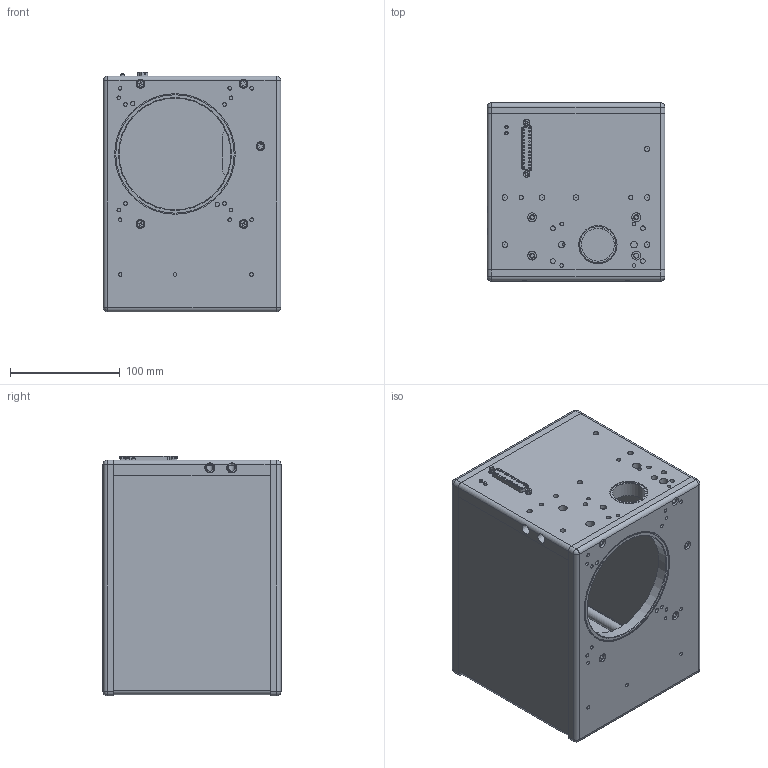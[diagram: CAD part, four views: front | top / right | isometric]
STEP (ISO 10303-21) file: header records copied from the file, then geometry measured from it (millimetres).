
FILE_DESCRIPTION (( 'STEP AP203' ), '1' );
FILE_NAME ('A80笢髡薹淥噩K2.STEP', '2022-08-22T03:51:21', ( 'Windows 蚚誧' ), ( '' ), 'SwSTEP 2.0', 'SolidWorks 2017', '' );
FILE_SCHEMA (( 'CONFIG_CONTROL_DESIGN' ));
Length unit declared in the file: millimetre
Products named in the file (1): A80笢髡薹淥噩K2
Bounding box: 162 x 162.5 x 218.6 mm (x, y, z)
Surface area: 356438.5 mm2 (no closed solid volume)
Topology: 0 solids, 30 shells, 320 faces, 1029 edges, 708 vertices
Faces by surface type: cylinder 147, plane 137, cone 17, torus 11, sphere 8
Full cylindrical faces by diameter (mm): 1.3 x25, 2.658 x2, 3 x2, 3.3 x21, 4 x8, 4.2 x4, 4.5 x2, 5 x7, 6 x6, 8 x15, 9 x1, 13 x2, 30 x1, 35 x1, 102 x1, 108 x1, 110 x1
Entity records: 10574 total; most frequent: CARTESIAN_POINT 1972, DIRECTION 1891, ORIENTED_EDGE 1301, EDGE_CURVE 848, AXIS2_PLACEMENT_3D 738, VERTEX_POINT 663, EDGE_LOOP 577, FACE_OUTER_BOUND 427
